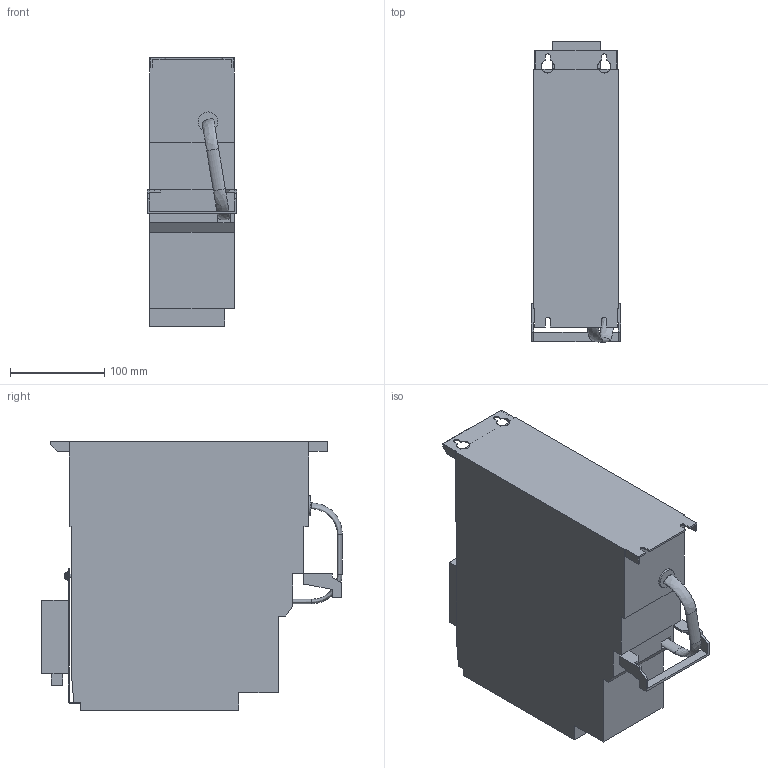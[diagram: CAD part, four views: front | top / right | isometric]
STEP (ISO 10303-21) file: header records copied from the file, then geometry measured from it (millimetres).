
FILE_DESCRIPTION((''),'2;1');
FILE_NAME('PR900000.stp','2008-05-19T10:50:35',('wieth'),(''),'Autodesk Inventor 11','Autodesk Inventor 11','');
FILE_SCHEMA(('AUTOMOTIVE_DESIGN { 1 0 10303 214 1 1 1 1 }'));
Length unit declared in the file: millimetre
Products named in the file (1): PR900000
Bounding box: 95 x 319.06 x 285 mm (x, y, z)
Volume: 6082905.6 mm3; surface area: 270813 mm2
Topology: 1 solids, 2 shells, 227 faces, 615 edges, 398 vertices
Faces by surface type: plane 133, bspline 40, cone 24, cylinder 18, torus 10, sphere 2
Full cylindrical faces by diameter (mm): 3.621 x2, 4 x2, 4.3 x2, 9 x2, 21 x1
Entity records: 7353 total; most frequent: CARTESIAN_POINT 1999, ORIENTED_EDGE 1128, DIRECTION 1012, EDGE_CURVE 564, VECTOR 392, LINE 392, VERTEX_POINT 381, AXIS2_PLACEMENT_3D 310
